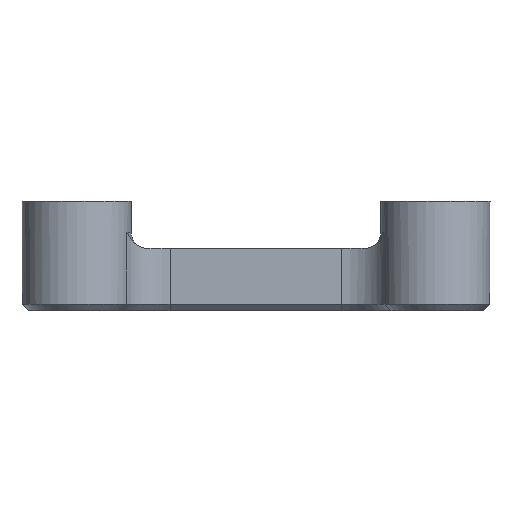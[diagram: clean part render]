
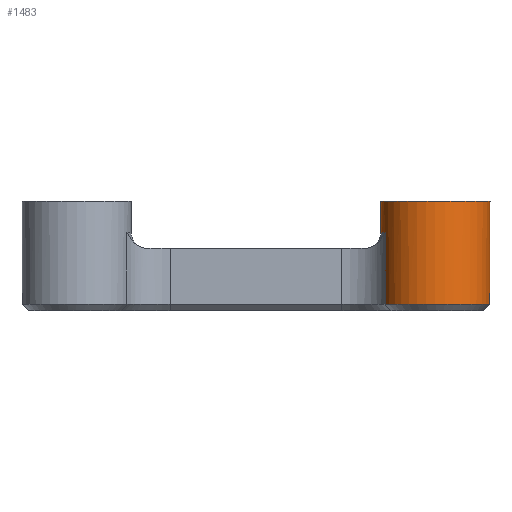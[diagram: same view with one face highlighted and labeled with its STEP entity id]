
A CAD part, left-side view. The second image highlights one B-rep face of the part: STEP entity #1483.
In plain terms, the highlighted cylindrical face has radius 3.5 mm (diameter 7 mm), a full revolution.
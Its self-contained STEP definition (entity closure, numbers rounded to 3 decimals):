
#157=FACE_OUTER_BOUND('',#255,.T.);
#255=EDGE_LOOP('',(#1235,#1236,#1237,#1238,#1239,#1240,#1241,#1242));
#382=LINE('',#2559,#498);
#383=LINE('',#2560,#499);
#384=LINE('',#2562,#500);
#498=VECTOR('',#2040,10.);
#499=VECTOR('',#2041,10.);
#500=VECTOR('',#2042,3.5);
#578=CIRCLE('',#1610,3.5);
#579=CIRCLE('',#1611,3.5);
#595=CIRCLE('',#1641,3.5);
#597=CIRCLE('',#1644,3.5);
#699=VERTEX_POINT('',#2414);
#700=VERTEX_POINT('',#2418);
#701=VERTEX_POINT('',#2420);
#725=VERTEX_POINT('',#2533);
#726=VERTEX_POINT('',#2544);
#728=VERTEX_POINT('',#2561);
#871=EDGE_CURVE('',#699,#701,#578,.T.);
#872=EDGE_CURVE('',#701,#700,#579,.T.);
#911=EDGE_CURVE('',#725,#726,#595,.T.);
#914=EDGE_CURVE('',#726,#699,#382,.T.);
#915=EDGE_CURVE('',#700,#725,#383,.T.);
#916=EDGE_CURVE('',#701,#728,#384,.T.);
#917=EDGE_CURVE('',#728,#728,#597,.T.);
#1235=ORIENTED_EDGE('',*,*,#871,.F.);
#1236=ORIENTED_EDGE('',*,*,#914,.F.);
#1237=ORIENTED_EDGE('',*,*,#911,.F.);
#1238=ORIENTED_EDGE('',*,*,#915,.F.);
#1239=ORIENTED_EDGE('',*,*,#872,.F.);
#1240=ORIENTED_EDGE('',*,*,#916,.T.);
#1241=ORIENTED_EDGE('',*,*,#917,.F.);
#1242=ORIENTED_EDGE('',*,*,#916,.F.);
#1413=CYLINDRICAL_SURFACE('',#1643,3.5);
#1483=ADVANCED_FACE('',(#157),#1413,.T.);
#1610=AXIS2_PLACEMENT_3D('',#2421,#1954,#1955);
#1611=AXIS2_PLACEMENT_3D('',#2422,#1956,#1957);
#1641=AXIS2_PLACEMENT_3D('',#2545,#2034,#2035);
#1643=AXIS2_PLACEMENT_3D('',#2558,#2038,#2039);
#1644=AXIS2_PLACEMENT_3D('',#2563,#2043,#2044);
#1954=DIRECTION('center_axis',(0.,0.,-1.));
#1955=DIRECTION('ref_axis',(-1.,0.,0.));
#1956=DIRECTION('center_axis',(0.,0.,-1.));
#1957=DIRECTION('ref_axis',(-1.,0.,0.));
#2034=DIRECTION('center_axis',(0.,0.,-1.));
#2035=DIRECTION('ref_axis',(0.586,0.81,0.));
#2038=DIRECTION('center_axis',(0.,0.,-1.));
#2039=DIRECTION('ref_axis',(1.,0.,0.));
#2040=DIRECTION('',(0.,0.,-1.));
#2041=DIRECTION('',(0.,0.,1.));
#2042=DIRECTION('',(0.,0.,1.));
#2043=DIRECTION('center_axis',(0.,0.,1.));
#2044=DIRECTION('ref_axis',(1.,0.,0.));
#2414=CARTESIAN_POINT('',(2.99,-2.769,-3.6));
#2418=CARTESIAN_POINT('',(-1.846,0.731,-3.6));
#2420=CARTESIAN_POINT('',(-4.,-2.5,-3.6));
#2421=CARTESIAN_POINT('Origin',(-0.5,-2.5,-3.6));
#2422=CARTESIAN_POINT('Origin',(-0.5,-2.5,-3.6));
#2533=CARTESIAN_POINT('',(-1.846,0.731,1.));
#2544=CARTESIAN_POINT('',(2.99,-2.769,1.));
#2545=CARTESIAN_POINT('Origin',(-0.5,-2.5,1.));
#2558=CARTESIAN_POINT('Origin',(-0.5,-2.5,0.));
#2559=CARTESIAN_POINT('',(2.99,-2.769,0.));
#2560=CARTESIAN_POINT('',(-1.846,0.731,0.));
#2561=CARTESIAN_POINT('',(-4.,-2.5,3.));
#2562=CARTESIAN_POINT('',(-4.,-2.5,0.));
#2563=CARTESIAN_POINT('Origin',(-0.5,-2.5,3.));
